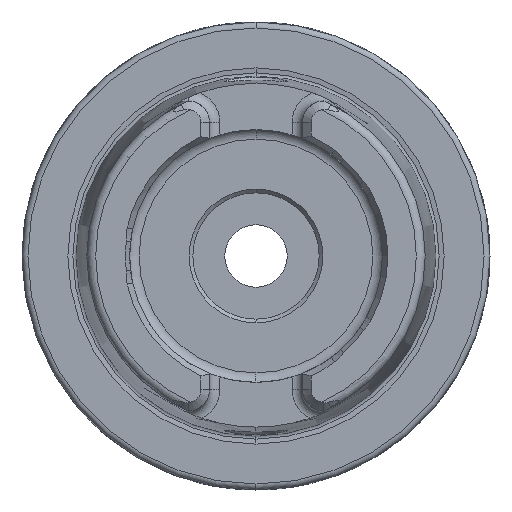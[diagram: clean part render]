
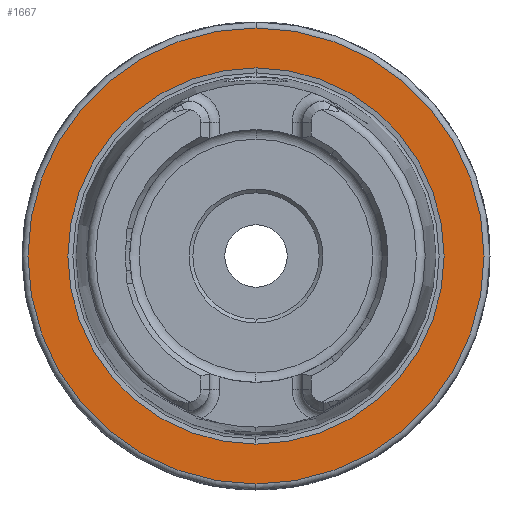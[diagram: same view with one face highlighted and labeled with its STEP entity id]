
A CAD part, left-side view. The second image highlights one B-rep face of the part: STEP entity #1667.
In plain terms, the highlighted planar face has unit normal (-1, 0, 0).
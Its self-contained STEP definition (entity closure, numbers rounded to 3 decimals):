
#628 = CIRCLE ( 'NONE', #4295, 30.7 ) ;
#1067 = CARTESIAN_POINT ( 'NONE',  ( 0., 0., -25.324 ) ) ;
#1105 = AXIS2_PLACEMENT_3D ( 'NONE', #2180, #6239, #2799 ) ;
#1181 = CARTESIAN_POINT ( 'NONE',  ( 0., 0., 0. ) ) ;
#1244 = CARTESIAN_POINT ( 'NONE',  ( 0., 0., 0. ) ) ;
#1570 = CARTESIAN_POINT ( 'NONE',  ( 0., 0., 30.7 ) ) ;
#1667 = ADVANCED_FACE ( 'NONE', ( #2028, #6484 ), #5985, .F. ) ;
#1792 = VERTEX_POINT ( 'NONE', #4204 ) ;
#1816 = DIRECTION ( 'NONE',  ( 0., 0., 1. ) ) ;
#1877 = DIRECTION ( 'NONE',  ( 0., 0., 1. ) ) ;
#2028 = FACE_BOUND ( 'NONE', #5425, .T. ) ;
#2042 = DIRECTION ( 'NONE',  ( 0., 0., 1. ) ) ;
#2066 = DIRECTION ( 'NONE',  ( -1., 0., 0. ) ) ;
#2090 = CARTESIAN_POINT ( 'NONE',  ( 0., 0., 0. ) ) ;
#2180 = CARTESIAN_POINT ( 'NONE',  ( 0., 0., 0. ) ) ;
#2201 = EDGE_CURVE ( 'NONE', #4928, #6325, #628, .T. ) ;
#2231 = CIRCLE ( 'NONE', #1105, 25.324 ) ;
#2620 = EDGE_CURVE ( 'NONE', #1792, #5174, #3298, .T. ) ;
#2641 = AXIS2_PLACEMENT_3D ( 'NONE', #1181, #5315, #1816 ) ;
#2799 = DIRECTION ( 'NONE',  ( 0., 0., 1. ) ) ;
#3087 = AXIS2_PLACEMENT_3D ( 'NONE', #1244, #5372, #1877 ) ;
#3298 = CIRCLE ( 'NONE', #3087, 25.324 ) ;
#4194 = CARTESIAN_POINT ( 'NONE',  ( 0., 0., -30.7 ) ) ;
#4204 = CARTESIAN_POINT ( 'NONE',  ( 0., 0., 25.324 ) ) ;
#4295 = AXIS2_PLACEMENT_3D ( 'NONE', #2090, #2066, #2042 ) ;
#4362 = ORIENTED_EDGE ( 'NONE', *, *, #2201, .T. ) ;
#4735 = ORIENTED_EDGE ( 'NONE', *, *, #5246, .T. ) ;
#4928 = VERTEX_POINT ( 'NONE', #4194 ) ;
#5174 = VERTEX_POINT ( 'NONE', #1067 ) ;
#5246 = EDGE_CURVE ( 'NONE', #6325, #4928, #6668, .T. ) ;
#5315 = DIRECTION ( 'NONE',  ( -1., 0., 0. ) ) ;
#5372 = DIRECTION ( 'NONE',  ( -1., 0., 0. ) ) ;
#5425 = EDGE_LOOP ( 'NONE', ( #7282, #7536 ) ) ;
#5759 = DIRECTION ( 'NONE',  ( 1., 0., 0. ) ) ;
#5875 = CARTESIAN_POINT ( 'NONE',  ( 0., 30.7, 0. ) ) ;
#5985 = PLANE ( 'NONE',  #7376 ) ;
#6022 = DIRECTION ( 'NONE',  ( 0., 0., -1. ) ) ;
#6239 = DIRECTION ( 'NONE',  ( -1., 0., 0. ) ) ;
#6299 = EDGE_LOOP ( 'NONE', ( #4735, #4362 ) ) ;
#6301 = EDGE_CURVE ( 'NONE', #5174, #1792, #2231, .T. ) ;
#6325 = VERTEX_POINT ( 'NONE', #1570 ) ;
#6484 = FACE_OUTER_BOUND ( 'NONE', #6299, .T. ) ;
#6668 = CIRCLE ( 'NONE', #2641, 30.7 ) ;
#7282 = ORIENTED_EDGE ( 'NONE', *, *, #2620, .F. ) ;
#7376 = AXIS2_PLACEMENT_3D ( 'NONE', #5875, #5759, #6022 ) ;
#7536 = ORIENTED_EDGE ( 'NONE', *, *, #6301, .F. ) ;
